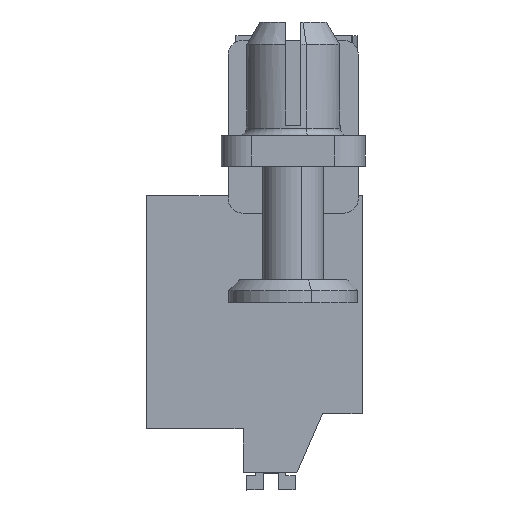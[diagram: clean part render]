
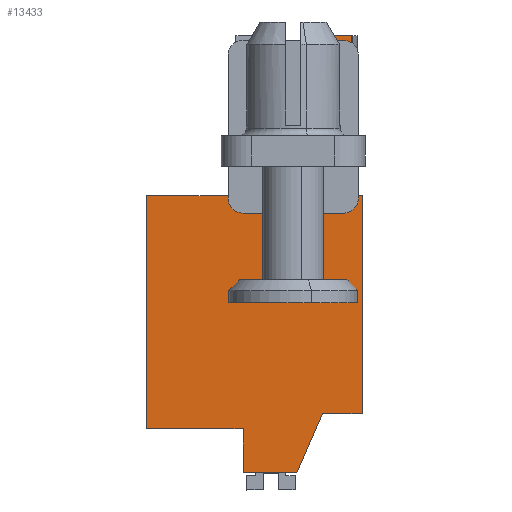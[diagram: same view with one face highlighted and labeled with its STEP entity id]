
A CAD part, left-side view. The second image highlights one B-rep face of the part: STEP entity #13433.
In plain terms, the highlighted planar face has unit normal (-1, 0, 0).
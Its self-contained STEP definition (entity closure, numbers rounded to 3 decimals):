
#13377=AXIS2_PLACEMENT_3D('Plane Axis2P3D',#13374,#13375,#13376) ;
#260=CARTESIAN_POINT('Vertex',(12.107,7.9,1.143)) ;
#263=CARTESIAN_POINT('Line Origine',(12.107,7.9,2.593)) ;
#267=CARTESIAN_POINT('Vertex',(12.107,7.9,4.043)) ;
#393=CARTESIAN_POINT('Vertex',(12.107,0.05,5.043)) ;
#396=CARTESIAN_POINT('Line Origine',(12.107,1.35,5.043)) ;
#400=CARTESIAN_POINT('Vertex',(12.107,2.65,5.043)) ;
#994=CARTESIAN_POINT('Line Origine',(12.107,11.075,4.043)) ;
#998=CARTESIAN_POINT('Vertex',(12.107,14.25,4.043)) ;
#1751=CARTESIAN_POINT('Vertex',(12.107,0.05,19.383)) ;
#1754=CARTESIAN_POINT('Line Origine',(12.107,0.05,12.213)) ;
#2360=CARTESIAN_POINT('Line Origine',(12.107,14.25,11.713)) ;
#2364=CARTESIAN_POINT('Vertex',(12.107,14.25,19.383)) ;
#3109=CARTESIAN_POINT('Line Origine',(12.107,11.134,19.383)) ;
#3113=CARTESIAN_POINT('Vertex',(12.107,8.018,19.383)) ;
#3133=CARTESIAN_POINT('Line Origine',(12.108,8.018,19.96)) ;
#3137=CARTESIAN_POINT('Vertex',(12.108,8.018,20.538)) ;
#3672=CARTESIAN_POINT('Vertex',(12.108,1.898,29.933)) ;
#3675=CARTESIAN_POINT('Line Origine',(12.108,1.335,29.933)) ;
#3679=CARTESIAN_POINT('Vertex',(12.108,0.773,29.933)) ;
#4073=CARTESIAN_POINT('Vertex',(12.107,0.773,19.383)) ;
#4076=CARTESIAN_POINT('Line Origine',(12.107,0.411,19.383)) ;
#13348=CARTESIAN_POINT('Line Origine',(12.107,3.5,3.093)) ;
#13352=CARTESIAN_POINT('Vertex',(12.108,4.35,1.143)) ;
#13374=CARTESIAN_POINT('Axis2P3D Location',(12.108,6.85,19.383)) ;
#13379=CARTESIAN_POINT('Line Origine',(12.108,0.773,24.658)) ;
#13384=CARTESIAN_POINT('Line Origine',(12.108,1.898,28.63)) ;
#13388=CARTESIAN_POINT('Vertex',(12.108,1.898,27.328)) ;
#13391=CARTESIAN_POINT('Line Origine',(12.108,1.473,27.328)) ;
#13395=CARTESIAN_POINT('Vertex',(12.108,1.048,27.328)) ;
#13398=CARTESIAN_POINT('Line Origine',(12.108,1.048,23.933)) ;
#13402=CARTESIAN_POINT('Vertex',(12.108,1.048,20.538)) ;
#13405=CARTESIAN_POINT('Line Origine',(12.108,4.533,20.538)) ;
#13410=CARTESIAN_POINT('Line Origine',(12.108,6.125,1.143)) ;
#264=DIRECTION('Vector Direction',(0.,0.,-1.)) ;
#397=DIRECTION('Vector Direction',(0.,-1.,0.)) ;
#995=DIRECTION('Vector Direction',(0.,-1.,0.)) ;
#1755=DIRECTION('Vector Direction',(0.,0.,1.)) ;
#2361=DIRECTION('Vector Direction',(0.,0.,-1.)) ;
#3110=DIRECTION('Vector Direction',(0.,1.,0.)) ;
#3134=DIRECTION('Vector Direction',(0.,0.,-1.)) ;
#3676=DIRECTION('Vector Direction',(0.,1.,0.)) ;
#4077=DIRECTION('Vector Direction',(0.,1.,0.)) ;
#13349=DIRECTION('Vector Direction',(0.,-0.4,0.917)) ;
#13375=DIRECTION('Axis2P3D Direction',(-1.,0.,0.)) ;
#13376=DIRECTION('Axis2P3D XDirection',(0.,1.,0.)) ;
#13380=DIRECTION('Vector Direction',(0.,0.,-1.)) ;
#13385=DIRECTION('Vector Direction',(0.,0.,1.)) ;
#13392=DIRECTION('Vector Direction',(0.,-1.,0.)) ;
#13399=DIRECTION('Vector Direction',(0.,0.,1.)) ;
#13406=DIRECTION('Vector Direction',(0.,1.,0.)) ;
#13411=DIRECTION('Vector Direction',(0.,-1.,0.)) ;
#265=VECTOR('Line Direction',#264,1.) ;
#398=VECTOR('Line Direction',#397,1.) ;
#996=VECTOR('Line Direction',#995,1.) ;
#1756=VECTOR('Line Direction',#1755,1.) ;
#2362=VECTOR('Line Direction',#2361,1.) ;
#3111=VECTOR('Line Direction',#3110,1.) ;
#3135=VECTOR('Line Direction',#3134,1.) ;
#3677=VECTOR('Line Direction',#3676,1.) ;
#4078=VECTOR('Line Direction',#4077,1.) ;
#13350=VECTOR('Line Direction',#13349,1.) ;
#13381=VECTOR('Line Direction',#13380,1.) ;
#13386=VECTOR('Line Direction',#13385,1.) ;
#13393=VECTOR('Line Direction',#13392,1.) ;
#13400=VECTOR('Line Direction',#13399,1.) ;
#13407=VECTOR('Line Direction',#13406,1.) ;
#13412=VECTOR('Line Direction',#13411,1.) ;
#13416=ORIENTED_EDGE('',*,*,#4080,.T.) ;
#13417=ORIENTED_EDGE('',*,*,#13383,.F.) ;
#13418=ORIENTED_EDGE('',*,*,#3681,.T.) ;
#13419=ORIENTED_EDGE('',*,*,#13390,.T.) ;
#13420=ORIENTED_EDGE('',*,*,#13397,.T.) ;
#13421=ORIENTED_EDGE('',*,*,#13404,.T.) ;
#13422=ORIENTED_EDGE('',*,*,#13409,.T.) ;
#13423=ORIENTED_EDGE('',*,*,#3139,.F.) ;
#13424=ORIENTED_EDGE('',*,*,#3115,.T.) ;
#13425=ORIENTED_EDGE('',*,*,#2366,.T.) ;
#13426=ORIENTED_EDGE('',*,*,#1000,.T.) ;
#13427=ORIENTED_EDGE('',*,*,#269,.T.) ;
#13428=ORIENTED_EDGE('',*,*,#13414,.T.) ;
#13429=ORIENTED_EDGE('',*,*,#13354,.T.) ;
#13430=ORIENTED_EDGE('',*,*,#402,.T.) ;
#13431=ORIENTED_EDGE('',*,*,#1758,.T.) ;
#13433=ADVANCED_FACE('HOUSING',(#13432),#13378,.T.) ;
#269=EDGE_CURVE('',#268,#261,#266,.T.) ;
#402=EDGE_CURVE('',#401,#394,#399,.T.) ;
#1000=EDGE_CURVE('',#999,#268,#997,.T.) ;
#1758=EDGE_CURVE('',#394,#1752,#1757,.T.) ;
#2366=EDGE_CURVE('',#2365,#999,#2363,.T.) ;
#3115=EDGE_CURVE('',#3114,#2365,#3112,.T.) ;
#3139=EDGE_CURVE('',#3114,#3138,#3136,.F.) ;
#3681=EDGE_CURVE('',#3680,#3673,#3678,.T.) ;
#4080=EDGE_CURVE('',#1752,#4074,#4079,.T.) ;
#13354=EDGE_CURVE('',#13353,#401,#13351,.T.) ;
#13383=EDGE_CURVE('',#3680,#4074,#13382,.T.) ;
#13390=EDGE_CURVE('',#3673,#13389,#13387,.F.) ;
#13397=EDGE_CURVE('',#13389,#13396,#13394,.T.) ;
#13404=EDGE_CURVE('',#13396,#13403,#13401,.F.) ;
#13409=EDGE_CURVE('',#13403,#3138,#13408,.T.) ;
#13414=EDGE_CURVE('',#261,#13353,#13413,.T.) ;
#13415=EDGE_LOOP('',(#13416,#13417,#13418,#13419,#13420,#13421,#13422,#13423,#13424,#13425,#13426,#13427,#13428,#13429,#13430,#13431)) ;
#13432=FACE_OUTER_BOUND('',#13415,.T.) ;
#266=LINE('Line',#263,#265) ;
#399=LINE('Line',#396,#398) ;
#997=LINE('Line',#994,#996) ;
#1757=LINE('Line',#1754,#1756) ;
#2363=LINE('Line',#2360,#2362) ;
#3112=LINE('Line',#3109,#3111) ;
#3136=LINE('Line',#3133,#3135) ;
#3678=LINE('Line',#3675,#3677) ;
#4079=LINE('Line',#4076,#4078) ;
#13351=LINE('Line',#13348,#13350) ;
#13382=LINE('Line',#13379,#13381) ;
#13387=LINE('Line',#13384,#13386) ;
#13394=LINE('Line',#13391,#13393) ;
#13401=LINE('Line',#13398,#13400) ;
#13408=LINE('Line',#13405,#13407) ;
#13413=LINE('Line',#13410,#13412) ;
#13378=PLANE('',#13377) ;
#261=VERTEX_POINT('',#260) ;
#268=VERTEX_POINT('',#267) ;
#394=VERTEX_POINT('',#393) ;
#401=VERTEX_POINT('',#400) ;
#999=VERTEX_POINT('',#998) ;
#1752=VERTEX_POINT('',#1751) ;
#2365=VERTEX_POINT('',#2364) ;
#3114=VERTEX_POINT('',#3113) ;
#3138=VERTEX_POINT('',#3137) ;
#3673=VERTEX_POINT('',#3672) ;
#3680=VERTEX_POINT('',#3679) ;
#4074=VERTEX_POINT('',#4073) ;
#13353=VERTEX_POINT('',#13352) ;
#13389=VERTEX_POINT('',#13388) ;
#13396=VERTEX_POINT('',#13395) ;
#13403=VERTEX_POINT('',#13402) ;
